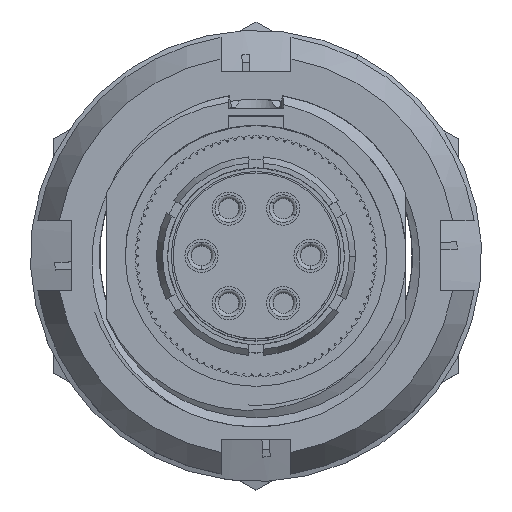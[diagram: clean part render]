
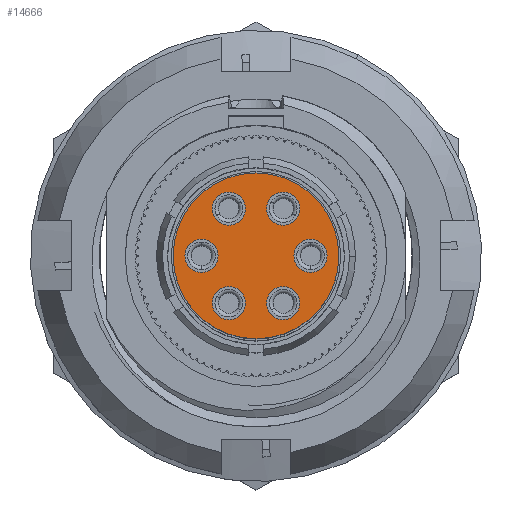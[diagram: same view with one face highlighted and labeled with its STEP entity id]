
A CAD part, top view. The second image highlights one B-rep face of the part: STEP entity #14666.
In plain terms, the highlighted face is planar.
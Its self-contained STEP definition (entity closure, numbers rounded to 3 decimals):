
#239 = CARTESIAN_POINT ( 'NONE',  ( 0., 13.5, 2.25 ) ) ;
#274 = CARTESIAN_POINT ( 'NONE',  ( -1.48, 13.5, 0. ) ) ;
#2060 = VERTEX_POINT ( 'NONE', #49477 ) ;
#6149 = VERTEX_POINT ( 'NONE', #11786 ) ;
#7300 = CARTESIAN_POINT ( 'NONE',  ( 0., 13.5, 0. ) ) ;
#7376 = ORIENTED_EDGE ( 'NONE', *, *, #75868, .F. ) ;
#8169 = DIRECTION ( 'NONE',  ( 1., 0., 0. ) ) ;
#8725 = EDGE_CURVE ( 'NONE', #12168, #36302, #87416, .T. ) ;
#9028 = VERTEX_POINT ( 'NONE', #22754 ) ;
#9128 = DIRECTION ( 'NONE',  ( 0.5, 0., 0.866 ) ) ;
#9742 = ORIENTED_EDGE ( 'NONE', *, *, #55386, .F. ) ;
#9826 = ORIENTED_EDGE ( 'NONE', *, *, #8725, .F. ) ;
#10315 = DIRECTION ( 'NONE',  ( 0., 1., 0. ) ) ;
#11021 = CARTESIAN_POINT ( 'NONE',  ( -1.93, 13.5, 0. ) ) ;
#11786 = CARTESIAN_POINT ( 'NONE',  ( 0.515, 13.5, -0.892 ) ) ;
#12168 = VERTEX_POINT ( 'NONE', #22756 ) ;
#12195 = ORIENTED_EDGE ( 'NONE', *, *, #18315, .F. ) ;
#13518 = DIRECTION ( 'NONE',  ( 0., 1., 0. ) ) ;
#14666 = ADVANCED_FACE ( 'NONE', ( #40075, #80470, #59748, #85917, #69585, #33485, #50928 ), #28949, .T. ) ;
#15015 = EDGE_LOOP ( 'NONE', ( #87673, #48756 ) ) ;
#15246 = DIRECTION ( 'NONE',  ( 0., 1., 0. ) ) ;
#15261 = EDGE_CURVE ( 'NONE', #6149, #75282, #37866, .T. ) ;
#15572 = DIRECTION ( 'NONE',  ( 0., -1., 0. ) ) ;
#16464 = VERTEX_POINT ( 'NONE', #88683 ) ;
#17387 = DIRECTION ( 'NONE',  ( 0., -1., 0. ) ) ;
#17521 = EDGE_CURVE ( 'NONE', #9028, #2060, #28317, .T. ) ;
#18071 = DIRECTION ( 'NONE',  ( -0.5, 0., -0.866 ) ) ;
#18277 = DIRECTION ( 'NONE',  ( 0., 1., 0. ) ) ;
#18315 = EDGE_CURVE ( 'NONE', #2060, #9028, #80724, .T. ) ;
#18743 = CIRCLE ( 'NONE', #22471, 0.45 ) ;
#18755 = ORIENTED_EDGE ( 'NONE', *, *, #58313, .F. ) ;
#20953 = CARTESIAN_POINT ( 'NONE',  ( 0.965, 13.5, -1.671 ) ) ;
#22462 = CIRCLE ( 'NONE', #52965, 0.45 ) ;
#22471 = AXIS2_PLACEMENT_3D ( 'NONE', #55355, #77586, #9128 ) ;
#22754 = CARTESIAN_POINT ( 'NONE',  ( 1.03, 13.5, 0. ) ) ;
#22756 = CARTESIAN_POINT ( 'NONE',  ( 0.515, 13.5, 0.892 ) ) ;
#23233 = CIRCLE ( 'NONE', #51687, 0.45 ) ;
#24361 = EDGE_CURVE ( 'NONE', #56009, #87646, #22462, .T. ) ;
#25641 = DIRECTION ( 'NONE',  ( 0.5, 0., 0.866 ) ) ;
#25747 = CARTESIAN_POINT ( 'NONE',  ( 0.74, 13.5, 1.282 ) ) ;
#27060 = CARTESIAN_POINT ( 'NONE',  ( 1.48, 13.5, 0. ) ) ;
#27725 = CARTESIAN_POINT ( 'NONE',  ( -0.965, 13.5, -1.671 ) ) ;
#28317 = CIRCLE ( 'NONE', #29247, 0.45 ) ;
#28949 = PLANE ( 'NONE',  #86017 ) ;
#29247 = AXIS2_PLACEMENT_3D ( 'NONE', #80929, #67841, #73928 ) ;
#30462 = DIRECTION ( 'NONE',  ( -0.5, 0., 0.866 ) ) ;
#30959 = CARTESIAN_POINT ( 'NONE',  ( -1.48, 13.5, 0. ) ) ;
#31072 = CARTESIAN_POINT ( 'NONE',  ( -0.74, 13.5, 1.282 ) ) ;
#31380 = DIRECTION ( 'NONE',  ( 0., 0., -1. ) ) ;
#31985 = DIRECTION ( 'NONE',  ( 0.5, 0., -0.866 ) ) ;
#32078 = CARTESIAN_POINT ( 'NONE',  ( 0.74, 13.5, 1.282 ) ) ;
#32453 = DIRECTION ( 'NONE',  ( 0., 1., 0. ) ) ;
#33411 = AXIS2_PLACEMENT_3D ( 'NONE', #27060, #83577, #34094 ) ;
#33485 = FACE_BOUND ( 'NONE', #82083, .T. ) ;
#33612 = AXIS2_PLACEMENT_3D ( 'NONE', #36006, #15572, #38441 ) ;
#33682 = VERTEX_POINT ( 'NONE', #71522 ) ;
#34094 = DIRECTION ( 'NONE',  ( -1., 0., 0. ) ) ;
#34484 = EDGE_CURVE ( 'NONE', #75282, #6149, #62066, .T. ) ;
#35968 = DIRECTION ( 'NONE',  ( 0., 1., 0. ) ) ;
#36006 = CARTESIAN_POINT ( 'NONE',  ( 0., 13.5, 0. ) ) ;
#36302 = VERTEX_POINT ( 'NONE', #61189 ) ;
#36353 = CARTESIAN_POINT ( 'NONE',  ( -1.03, 13.5, 0. ) ) ;
#37076 = AXIS2_PLACEMENT_3D ( 'NONE', #30959, #72837, #37688 ) ;
#37358 = CIRCLE ( 'NONE', #65228, 0.45 ) ;
#37688 = DIRECTION ( 'NONE',  ( 1., 0., 0. ) ) ;
#37852 = ORIENTED_EDGE ( 'NONE', *, *, #59153, .F. ) ;
#37866 = CIRCLE ( 'NONE', #51491, 0.45 ) ;
#38441 = DIRECTION ( 'NONE',  ( 0., 0., -1. ) ) ;
#39375 = ORIENTED_EDGE ( 'NONE', *, *, #34484, .F. ) ;
#39456 = CARTESIAN_POINT ( 'NONE',  ( -0.965, 13.5, 1.671 ) ) ;
#39791 = DIRECTION ( 'NONE',  ( -0.5, 0., -0.866 ) ) ;
#40075 = FACE_BOUND ( 'NONE', #48248, .T. ) ;
#42829 = CIRCLE ( 'NONE', #78416, 0.45 ) ;
#43347 = VERTEX_POINT ( 'NONE', #239 ) ;
#43997 = ORIENTED_EDGE ( 'NONE', *, *, #57371, .F. ) ;
#45431 = CIRCLE ( 'NONE', #64318, 2.25 ) ;
#45799 = AXIS2_PLACEMENT_3D ( 'NONE', #71148, #15246, #30462 ) ;
#47181 = CIRCLE ( 'NONE', #37076, 0.45 ) ;
#48248 = EDGE_LOOP ( 'NONE', ( #81731, #39375 ) ) ;
#48756 = ORIENTED_EDGE ( 'NONE', *, *, #84507, .F. ) ;
#49477 = CARTESIAN_POINT ( 'NONE',  ( 1.93, 13.5, 0. ) ) ;
#50928 = FACE_OUTER_BOUND ( 'NONE', #15015, .T. ) ;
#50932 = DIRECTION ( 'NONE',  ( -0.5, 0., 0.866 ) ) ;
#51491 = AXIS2_PLACEMENT_3D ( 'NONE', #85769, #10315, #50932 ) ;
#51687 = AXIS2_PLACEMENT_3D ( 'NONE', #86711, #88590, #25641 ) ;
#52569 = VERTEX_POINT ( 'NONE', #11021 ) ;
#52742 = CIRCLE ( 'NONE', #83945, 0.45 ) ;
#52965 = AXIS2_PLACEMENT_3D ( 'NONE', #84593, #13518, #55951 ) ;
#55355 = CARTESIAN_POINT ( 'NONE',  ( -0.74, 13.5, -1.282 ) ) ;
#55386 = EDGE_CURVE ( 'NONE', #16464, #87910, #23233, .T. ) ;
#55951 = DIRECTION ( 'NONE',  ( 0.5, 0., -0.866 ) ) ;
#56009 = VERTEX_POINT ( 'NONE', #39456 ) ;
#56485 = DIRECTION ( 'NONE',  ( 0., 1., 0. ) ) ;
#57371 = EDGE_CURVE ( 'NONE', #68359, #52569, #52742, .T. ) ;
#57916 = EDGE_CURVE ( 'NONE', #87646, #56009, #37358, .T. ) ;
#58083 = EDGE_LOOP ( 'NONE', ( #9826, #7376 ) ) ;
#58313 = EDGE_CURVE ( 'NONE', #52569, #68359, #47181, .T. ) ;
#59153 = EDGE_CURVE ( 'NONE', #87910, #16464, #18743, .T. ) ;
#59748 = FACE_BOUND ( 'NONE', #76518, .T. ) ;
#59924 = DIRECTION ( 'NONE',  ( 0., 1., 0. ) ) ;
#61189 = CARTESIAN_POINT ( 'NONE',  ( 0.965, 13.5, 1.671 ) ) ;
#61777 = EDGE_LOOP ( 'NONE', ( #9742, #37852 ) ) ;
#62066 = CIRCLE ( 'NONE', #45799, 0.45 ) ;
#63056 = CARTESIAN_POINT ( 'NONE',  ( -0.515, 13.5, 0.892 ) ) ;
#64318 = AXIS2_PLACEMENT_3D ( 'NONE', #72964, #17387, #31380 ) ;
#64439 = ORIENTED_EDGE ( 'NONE', *, *, #17521, .F. ) ;
#65228 = AXIS2_PLACEMENT_3D ( 'NONE', #31072, #18277, #31985 ) ;
#65442 = EDGE_CURVE ( 'NONE', #33682, #43347, #45431, .T. ) ;
#67841 = DIRECTION ( 'NONE',  ( 0., 1., 0. ) ) ;
#68359 = VERTEX_POINT ( 'NONE', #36353 ) ;
#69585 = FACE_BOUND ( 'NONE', #58083, .T. ) ;
#70843 = DIRECTION ( 'NONE',  ( 0., 0., 1. ) ) ;
#71148 = CARTESIAN_POINT ( 'NONE',  ( 0.74, 13.5, -1.282 ) ) ;
#71522 = CARTESIAN_POINT ( 'NONE',  ( 0., 13.5, -2.25 ) ) ;
#72034 = ORIENTED_EDGE ( 'NONE', *, *, #57916, .F. ) ;
#72837 = DIRECTION ( 'NONE',  ( 0., 1., 0. ) ) ;
#72964 = CARTESIAN_POINT ( 'NONE',  ( 0., 13.5, 0. ) ) ;
#73928 = DIRECTION ( 'NONE',  ( -1., 0., 0. ) ) ;
#75282 = VERTEX_POINT ( 'NONE', #20953 ) ;
#75868 = EDGE_CURVE ( 'NONE', #36302, #12168, #42829, .T. ) ;
#76518 = EDGE_LOOP ( 'NONE', ( #43997, #18755 ) ) ;
#77586 = DIRECTION ( 'NONE',  ( 0., 1., 0. ) ) ;
#78416 = AXIS2_PLACEMENT_3D ( 'NONE', #25747, #32453, #39791 ) ;
#80470 = FACE_BOUND ( 'NONE', #61777, .T. ) ;
#80724 = CIRCLE ( 'NONE', #33411, 0.45 ) ;
#80929 = CARTESIAN_POINT ( 'NONE',  ( 1.48, 13.5, 0. ) ) ;
#81021 = EDGE_LOOP ( 'NONE', ( #72034, #85250 ) ) ;
#81731 = ORIENTED_EDGE ( 'NONE', *, *, #15261, .F. ) ;
#82083 = EDGE_LOOP ( 'NONE', ( #64439, #12195 ) ) ;
#83577 = DIRECTION ( 'NONE',  ( 0., 1., 0. ) ) ;
#83945 = AXIS2_PLACEMENT_3D ( 'NONE', #274, #56485, #8169 ) ;
#84507 = EDGE_CURVE ( 'NONE', #43347, #33682, #87196, .T. ) ;
#84593 = CARTESIAN_POINT ( 'NONE',  ( -0.74, 13.5, 1.282 ) ) ;
#85250 = ORIENTED_EDGE ( 'NONE', *, *, #24361, .F. ) ;
#85769 = CARTESIAN_POINT ( 'NONE',  ( 0.74, 13.5, -1.282 ) ) ;
#85917 = FACE_BOUND ( 'NONE', #81021, .T. ) ;
#86017 = AXIS2_PLACEMENT_3D ( 'NONE', #7300, #35968, #70843 ) ;
#86711 = CARTESIAN_POINT ( 'NONE',  ( -0.74, 13.5, -1.282 ) ) ;
#87196 = CIRCLE ( 'NONE', #33612, 2.25 ) ;
#87407 = AXIS2_PLACEMENT_3D ( 'NONE', #32078, #59924, #18071 ) ;
#87416 = CIRCLE ( 'NONE', #87407, 0.45 ) ;
#87646 = VERTEX_POINT ( 'NONE', #63056 ) ;
#87673 = ORIENTED_EDGE ( 'NONE', *, *, #65442, .F. ) ;
#87910 = VERTEX_POINT ( 'NONE', #27725 ) ;
#88590 = DIRECTION ( 'NONE',  ( 0., 1., 0. ) ) ;
#88683 = CARTESIAN_POINT ( 'NONE',  ( -0.515, 13.5, -0.892 ) ) ;
